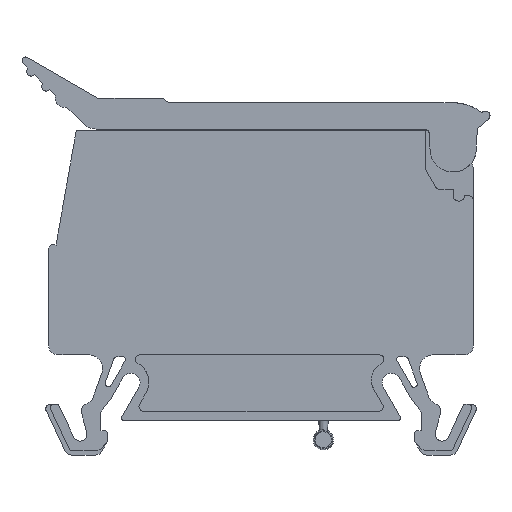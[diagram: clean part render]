
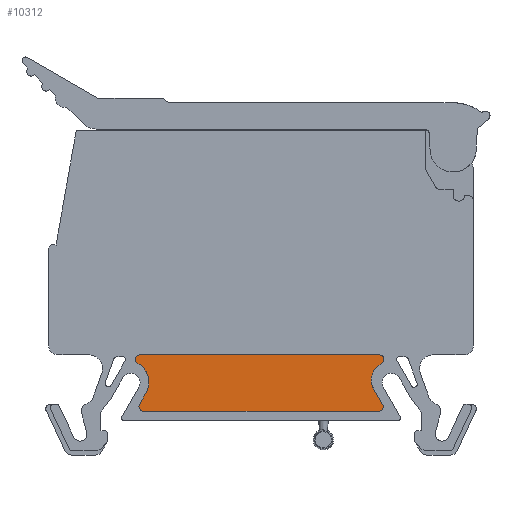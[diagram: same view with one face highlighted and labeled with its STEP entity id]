
A CAD part, left-side view. The second image highlights one B-rep face of the part: STEP entity #10312.
In plain terms, the highlighted planar face has unit normal (-1, 0, 0).
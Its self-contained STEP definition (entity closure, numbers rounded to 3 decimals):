
#8380=AXIS2_PLACEMENT_3D('Circle Axis2P3D',#8378,#8379,$) ;
#8407=AXIS2_PLACEMENT_3D('Circle Axis2P3D',#8405,#8406,$) ;
#8414=AXIS2_PLACEMENT_3D('Circle Axis2P3D',#8412,#8413,$) ;
#8448=AXIS2_PLACEMENT_3D('Circle Axis2P3D',#8446,#8447,$) ;
#8488=AXIS2_PLACEMENT_3D('Circle Axis2P3D',#8486,#8487,$) ;
#8535=AXIS2_PLACEMENT_3D('Circle Axis2P3D',#8533,#8534,$) ;
#8556=AXIS2_PLACEMENT_3D('Circle Axis2P3D',#8554,#8555,$) ;
#8563=AXIS2_PLACEMENT_3D('Circle Axis2P3D',#8561,#8562,$) ;
#8577=AXIS2_PLACEMENT_3D('Circle Axis2P3D',#8575,#8576,$) ;
#8584=AXIS2_PLACEMENT_3D('Circle Axis2P3D',#8582,#8583,$) ;
#8591=AXIS2_PLACEMENT_3D('Circle Axis2P3D',#8589,#8590,$) ;
#9851=AXIS2_PLACEMENT_3D('Plane Axis2P3D',#9848,#9849,#9850) ;
#8351=CARTESIAN_POINT('Line Origine',(3.4,24.95,10.85)) ;
#8355=CARTESIAN_POINT('Vertex',(3.4,37.897,10.85)) ;
#8357=CARTESIAN_POINT('Vertex',(3.4,12.003,10.85)) ;
#8378=CARTESIAN_POINT('Axis2P3D Location',(3.4,12.003,10.35)) ;
#8382=CARTESIAN_POINT('Vertex',(3.4,11.772,9.907)) ;
#8402=CARTESIAN_POINT('Vertex',(3.4,12.579,7.133)) ;
#8405=CARTESIAN_POINT('Axis2P3D Location',(3.4,10.847,8.133)) ;
#8409=CARTESIAN_POINT('Vertex',(3.4,12.796,7.683)) ;
#8412=CARTESIAN_POINT('Axis2P3D Location',(3.4,10.847,8.133)) ;
#8426=CARTESIAN_POINT('Line Origine',(3.4,12.108,6.317)) ;
#8430=CARTESIAN_POINT('Vertex',(3.4,11.636,5.5)) ;
#8446=CARTESIAN_POINT('Axis2P3D Location',(3.4,12.069,5.25)) ;
#8450=CARTESIAN_POINT('Vertex',(3.4,12.069,4.75)) ;
#8470=CARTESIAN_POINT('Vertex',(3.4,37.511,4.75)) ;
#8473=CARTESIAN_POINT('Line Origine',(3.4,24.79,4.75)) ;
#8486=CARTESIAN_POINT('Axis2P3D Location',(3.4,37.511,5.25)) ;
#8490=CARTESIAN_POINT('Vertex',(3.4,37.944,5.5)) ;
#8510=CARTESIAN_POINT('Vertex',(3.4,37.295,6.624)) ;
#8513=CARTESIAN_POINT('Line Origine',(3.4,37.619,6.062)) ;
#8530=CARTESIAN_POINT('Vertex',(3.4,37.28,9.098)) ;
#8533=CARTESIAN_POINT('Axis2P3D Location',(3.4,39.46,7.874)) ;
#8551=CARTESIAN_POINT('Vertex',(3.4,38.123,9.904)) ;
#8554=CARTESIAN_POINT('Axis2P3D Location',(3.4,39.024,8.118)) ;
#8558=CARTESIAN_POINT('Vertex',(3.4,37.613,9.536)) ;
#8561=CARTESIAN_POINT('Axis2P3D Location',(3.4,39.024,8.118)) ;
#8575=CARTESIAN_POINT('Axis2P3D Location',(3.4,37.897,10.35)) ;
#8579=CARTESIAN_POINT('Vertex',(3.4,38.242,9.988)) ;
#8582=CARTESIAN_POINT('Axis2P3D Location',(3.4,37.897,10.35)) ;
#8586=CARTESIAN_POINT('Vertex',(3.4,38.393,10.418)) ;
#8589=CARTESIAN_POINT('Axis2P3D Location',(3.4,37.897,10.35)) ;
#9848=CARTESIAN_POINT('Axis2P3D Location',(3.4,1.79,30.444)) ;
#8352=DIRECTION('Vector Direction',(0.,-1.,0.)) ;
#8379=DIRECTION('Axis2P3D Direction',(1.,0.,0.)) ;
#8406=DIRECTION('Axis2P3D Direction',(1.,0.,0.)) ;
#8413=DIRECTION('Axis2P3D Direction',(1.,0.,0.)) ;
#8427=DIRECTION('Vector Direction',(0.,0.5,0.866)) ;
#8447=DIRECTION('Axis2P3D Direction',(1.,0.,0.)) ;
#8474=DIRECTION('Vector Direction',(0.,-1.,0.)) ;
#8487=DIRECTION('Axis2P3D Direction',(1.,0.,0.)) ;
#8514=DIRECTION('Vector Direction',(0.,0.5,-0.866)) ;
#8534=DIRECTION('Axis2P3D Direction',(1.,0.,0.)) ;
#8555=DIRECTION('Axis2P3D Direction',(1.,0.,0.)) ;
#8562=DIRECTION('Axis2P3D Direction',(1.,0.,0.)) ;
#8576=DIRECTION('Axis2P3D Direction',(1.,0.,0.)) ;
#8583=DIRECTION('Axis2P3D Direction',(1.,0.,0.)) ;
#8590=DIRECTION('Axis2P3D Direction',(1.,0.,0.)) ;
#9849=DIRECTION('Axis2P3D Direction',(-1.,0.,0.)) ;
#9850=DIRECTION('Axis2P3D XDirection',(0.,-1.,0.)) ;
#8353=VECTOR('Line Direction',#8352,1.) ;
#8428=VECTOR('Line Direction',#8427,1.) ;
#8475=VECTOR('Line Direction',#8474,1.) ;
#8515=VECTOR('Line Direction',#8514,1.) ;
#10296=ORIENTED_EDGE('',*,*,#8581,.T.) ;
#10297=ORIENTED_EDGE('',*,*,#8565,.F.) ;
#10298=ORIENTED_EDGE('',*,*,#8560,.F.) ;
#10299=ORIENTED_EDGE('',*,*,#8537,.F.) ;
#10300=ORIENTED_EDGE('',*,*,#8517,.T.) ;
#10301=ORIENTED_EDGE('',*,*,#8492,.T.) ;
#10302=ORIENTED_EDGE('',*,*,#8477,.T.) ;
#10303=ORIENTED_EDGE('',*,*,#8452,.T.) ;
#10304=ORIENTED_EDGE('',*,*,#8432,.T.) ;
#10305=ORIENTED_EDGE('',*,*,#8416,.F.) ;
#10306=ORIENTED_EDGE('',*,*,#8411,.F.) ;
#10307=ORIENTED_EDGE('',*,*,#8384,.T.) ;
#10308=ORIENTED_EDGE('',*,*,#8359,.F.) ;
#10309=ORIENTED_EDGE('',*,*,#8593,.T.) ;
#10310=ORIENTED_EDGE('',*,*,#8588,.T.) ;
#10312=ADVANCED_FACE('KLTR.1',(#10311),#9852,.T.) ;
#8381=CIRCLE('generated circle',#8380,0.5) ;
#8408=CIRCLE('generated circle',#8407,2.) ;
#8415=CIRCLE('generated circle',#8414,2.) ;
#8449=CIRCLE('generated circle',#8448,0.5) ;
#8489=CIRCLE('generated circle',#8488,0.5) ;
#8536=CIRCLE('generated circle',#8535,2.5) ;
#8557=CIRCLE('generated circle',#8556,2.) ;
#8564=CIRCLE('generated circle',#8563,2.) ;
#8578=CIRCLE('generated circle',#8577,0.5) ;
#8585=CIRCLE('generated circle',#8584,0.5) ;
#8592=CIRCLE('generated circle',#8591,0.5) ;
#8359=EDGE_CURVE('',#8356,#8358,#8354,.T.) ;
#8384=EDGE_CURVE('',#8383,#8358,#8381,.F.) ;
#8411=EDGE_CURVE('',#8383,#8410,#8408,.F.) ;
#8416=EDGE_CURVE('',#8410,#8403,#8415,.F.) ;
#8432=EDGE_CURVE('',#8431,#8403,#8429,.T.) ;
#8452=EDGE_CURVE('',#8451,#8431,#8449,.F.) ;
#8477=EDGE_CURVE('',#8471,#8451,#8476,.T.) ;
#8492=EDGE_CURVE('',#8491,#8471,#8489,.F.) ;
#8517=EDGE_CURVE('',#8511,#8491,#8516,.T.) ;
#8537=EDGE_CURVE('',#8511,#8531,#8536,.F.) ;
#8560=EDGE_CURVE('',#8531,#8559,#8557,.F.) ;
#8565=EDGE_CURVE('',#8559,#8552,#8564,.F.) ;
#8581=EDGE_CURVE('',#8580,#8552,#8578,.F.) ;
#8588=EDGE_CURVE('',#8587,#8580,#8585,.F.) ;
#8593=EDGE_CURVE('',#8356,#8587,#8592,.F.) ;
#10295=EDGE_LOOP('',(#10296,#10297,#10298,#10299,#10300,#10301,#10302,#10303,#10304,#10305,#10306,#10307,#10308,#10309,#10310)) ;
#10311=FACE_OUTER_BOUND('',#10295,.T.) ;
#8354=LINE('Line',#8351,#8353) ;
#8429=LINE('Line',#8426,#8428) ;
#8476=LINE('Line',#8473,#8475) ;
#8516=LINE('Line',#8513,#8515) ;
#9852=PLANE('',#9851) ;
#8356=VERTEX_POINT('',#8355) ;
#8358=VERTEX_POINT('',#8357) ;
#8383=VERTEX_POINT('',#8382) ;
#8403=VERTEX_POINT('',#8402) ;
#8410=VERTEX_POINT('',#8409) ;
#8431=VERTEX_POINT('',#8430) ;
#8451=VERTEX_POINT('',#8450) ;
#8471=VERTEX_POINT('',#8470) ;
#8491=VERTEX_POINT('',#8490) ;
#8511=VERTEX_POINT('',#8510) ;
#8531=VERTEX_POINT('',#8530) ;
#8552=VERTEX_POINT('',#8551) ;
#8559=VERTEX_POINT('',#8558) ;
#8580=VERTEX_POINT('',#8579) ;
#8587=VERTEX_POINT('',#8586) ;
